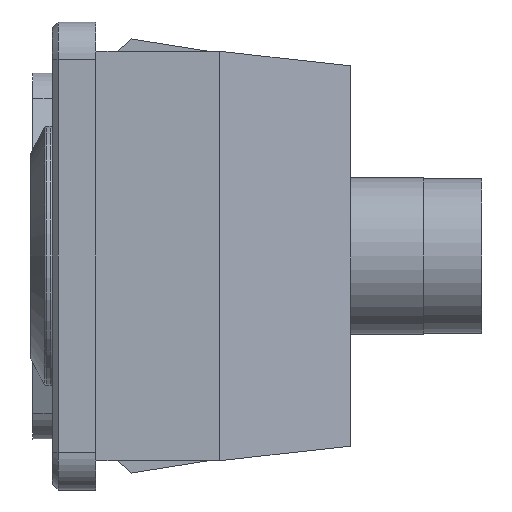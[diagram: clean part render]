
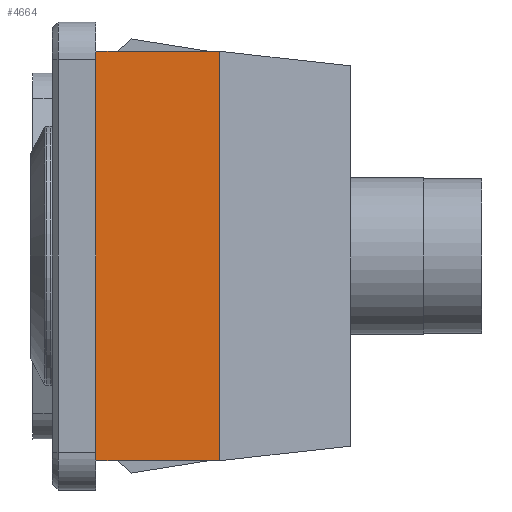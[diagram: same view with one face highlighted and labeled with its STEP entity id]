
A CAD part, left-side view. The second image highlights one B-rep face of the part: STEP entity #4664.
In plain terms, the highlighted planar face has unit normal (-1, 0, 0).
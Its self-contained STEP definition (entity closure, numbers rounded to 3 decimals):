
#337=PLANE('',#5161);
#655=FACE_OUTER_BOUND('',#982,.T.);
#982=EDGE_LOOP('',(#4242,#4243,#4244,#4245));
#1566=LINE('',#12298,#1959);
#1580=LINE('',#12324,#1973);
#1588=LINE('',#12339,#1981);
#1598=LINE('',#12360,#1991);
#1959=VECTOR('',#6383,10.);
#1973=VECTOR('',#6401,10.);
#1981=VECTOR('',#6415,10.);
#1991=VECTOR('',#6431,10.);
#2375=VERTEX_POINT('',#12274);
#2384=VERTEX_POINT('',#12297);
#2394=VERTEX_POINT('',#12322);
#2398=VERTEX_POINT('',#12337);
#2997=EDGE_CURVE('',#2384,#2375,#1566,.F.);
#3011=EDGE_CURVE('',#2394,#2375,#1580,.T.);
#3019=EDGE_CURVE('',#2398,#2394,#1588,.T.);
#3029=EDGE_CURVE('',#2384,#2398,#1598,.T.);
#4242=ORIENTED_EDGE('',*,*,#3011,.F.);
#4243=ORIENTED_EDGE('',*,*,#3019,.F.);
#4244=ORIENTED_EDGE('',*,*,#3029,.F.);
#4245=ORIENTED_EDGE('',*,*,#2997,.T.);
#4664=ADVANCED_FACE('',(#655),#337,.F.);
#5161=AXIS2_PLACEMENT_3D('',#12359,#6429,#6430);
#6383=DIRECTION('',(0.,1.,0.));
#6401=DIRECTION('',(0.,0.,-1.));
#6415=DIRECTION('',(0.,-1.,0.));
#6429=DIRECTION('center_axis',(1.,0.,0.));
#6430=DIRECTION('ref_axis',(0.,1.,0.));
#6431=DIRECTION('',(0.,0.,1.));
#12274=CARTESIAN_POINT('',(-24.386,116.083,-172.592));
#12297=CARTESIAN_POINT('',(-24.386,124.583,-172.592));
#12298=CARTESIAN_POINT('',(-24.386,120.739,-172.592));
#12322=CARTESIAN_POINT('',(-24.386,116.083,-144.458));
#12324=CARTESIAN_POINT('',(-24.386,116.083,-158.525));
#12337=CARTESIAN_POINT('',(-24.386,124.583,-144.458));
#12339=CARTESIAN_POINT('',(-24.386,117.083,-144.458));
#12359=CARTESIAN_POINT('Origin',(-24.386,120.583,-158.525));
#12360=CARTESIAN_POINT('',(-24.386,124.583,-158.525));
